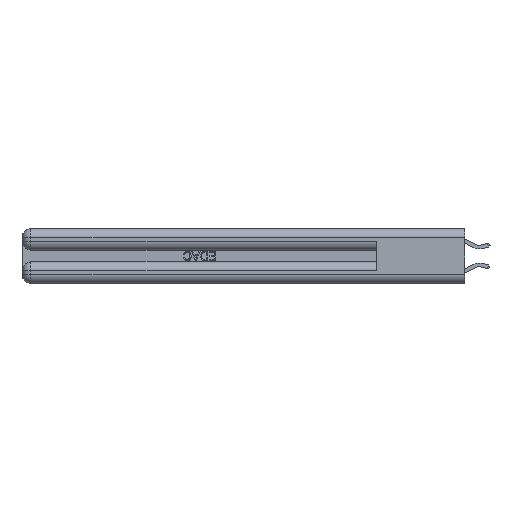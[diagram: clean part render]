
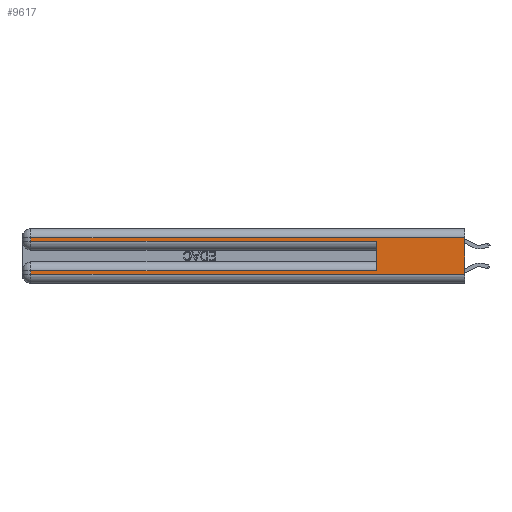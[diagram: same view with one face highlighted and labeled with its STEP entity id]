
A CAD part, left-side view. The second image highlights one B-rep face of the part: STEP entity #9617.
In plain terms, the highlighted planar face has unit normal (-1, 0, 0).
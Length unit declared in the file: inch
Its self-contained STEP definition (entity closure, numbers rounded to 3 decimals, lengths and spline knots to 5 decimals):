
#673 = CARTESIAN_POINT ( 'NONE',  ( 0., 2.94, 0.06 ) ) ;
#1118 = DIRECTION ( 'NONE',  ( 1., 0., 0. ) ) ;
#2070 = LINE ( 'NONE', #20933, #11260 ) ;
#2254 = VERTEX_POINT ( 'NONE', #673 ) ;
#2846 = VERTEX_POINT ( 'NONE', #29498 ) ;
#2918 = VERTEX_POINT ( 'NONE', #11793 ) ;
#3067 = DIRECTION ( 'NONE',  ( 0., 0., 1. ) ) ;
#5070 = CARTESIAN_POINT ( 'NONE',  ( 0., 0.6, 0.085 ) ) ;
#5145 = AXIS2_PLACEMENT_3D ( 'NONE', #16331, #1118, #14219 ) ;
#5853 = ORIENTED_EDGE ( 'NONE', *, *, #7766, .T. ) ;
#6279 = CARTESIAN_POINT ( 'NONE',  ( 0., 2.94, 0.37 ) ) ;
#6292 = ORIENTED_EDGE ( 'NONE', *, *, #14505, .T. ) ;
#6318 = DIRECTION ( 'NONE',  ( 0., 0., -1. ) ) ;
#6364 = EDGE_CURVE ( 'NONE', #7255, #27023, #20678, .T. ) ;
#7159 = VECTOR ( 'NONE', #29182, 39.37008 ) ;
#7255 = VERTEX_POINT ( 'NONE', #26280 ) ;
#7528 = ORIENTED_EDGE ( 'NONE', *, *, #19516, .T. ) ;
#7563 = VERTEX_POINT ( 'NONE', #5070 ) ;
#7766 = EDGE_CURVE ( 'NONE', #27023, #2846, #30116, .T. ) ;
#8495 = VECTOR ( 'NONE', #24028, 39.37008 ) ;
#8564 = VERTEX_POINT ( 'NONE', #9639 ) ;
#8611 = FACE_OUTER_BOUND ( 'NONE', #21544, .T. ) ;
#9251 = DIRECTION ( 'NONE',  ( 0., 1., 0. ) ) ;
#9253 = VERTEX_POINT ( 'NONE', #27320 ) ;
#9617 = ADVANCED_FACE ( 'NONE', ( #8611 ), #19062, .F. ) ;
#9639 = CARTESIAN_POINT ( 'NONE',  ( 0., 0., 0.06 ) ) ;
#10777 = DIRECTION ( 'NONE',  ( 0., -1., 0. ) ) ;
#10807 = VECTOR ( 'NONE', #14262, 39.37008 ) ;
#10911 = VECTOR ( 'NONE', #6318, 39.37008 ) ;
#11213 = VECTOR ( 'NONE', #3067, 39.37008 ) ;
#11260 = VECTOR ( 'NONE', #10777, 39.37008 ) ;
#11793 = CARTESIAN_POINT ( 'NONE',  ( 0., 0.6, 0.285 ) ) ;
#12520 = LINE ( 'NONE', #26822, #10911 ) ;
#13918 = EDGE_CURVE ( 'NONE', #7255, #8564, #12520, .T. ) ;
#14151 = DIRECTION ( 'NONE',  ( 0., -1., 0. ) ) ;
#14156 = CARTESIAN_POINT ( 'NONE',  ( 0., 0., 0.085 ) ) ;
#14219 = DIRECTION ( 'NONE',  ( 0., 0., -1. ) ) ;
#14262 = DIRECTION ( 'NONE',  ( 0., 1., 0. ) ) ;
#14505 = EDGE_CURVE ( 'NONE', #9253, #2254, #19144, .T. ) ;
#15443 = EDGE_CURVE ( 'NONE', #7563, #9253, #30223, .T. ) ;
#15930 = VECTOR ( 'NONE', #9251, 39.37008 ) ;
#15953 = ORIENTED_EDGE ( 'NONE', *, *, #16253, .F. ) ;
#16253 = EDGE_CURVE ( 'NONE', #7563, #2918, #24322, .T. ) ;
#16331 = CARTESIAN_POINT ( 'NONE',  ( 0., 0., 0.37 ) ) ;
#16666 = CARTESIAN_POINT ( 'NONE',  ( 0., 2.94, 0.37 ) ) ;
#19062 = PLANE ( 'NONE',  #5145 ) ;
#19144 = LINE ( 'NONE', #6279, #8495 ) ;
#19516 = EDGE_CURVE ( 'NONE', #2846, #2918, #23991, .T. ) ;
#20275 = ORIENTED_EDGE ( 'NONE', *, *, #13918, .F. ) ;
#20389 = ORIENTED_EDGE ( 'NONE', *, *, #27957, .T. ) ;
#20480 = CARTESIAN_POINT ( 'NONE',  ( 0., 2.94, 0.31 ) ) ;
#20678 = LINE ( 'NONE', #31834, #15930 ) ;
#20933 = CARTESIAN_POINT ( 'NONE',  ( 0., 0., 0.06 ) ) ;
#21544 = EDGE_LOOP ( 'NONE', ( #20275, #28367, #5853, #7528, #15953, #28958, #6292, #20389 ) ) ;
#21557 = VECTOR ( 'NONE', #14151, 39.37008 ) ;
#23991 = LINE ( 'NONE', #24775, #21557 ) ;
#24028 = DIRECTION ( 'NONE',  ( 0., 0., -1. ) ) ;
#24322 = LINE ( 'NONE', #26243, #11213 ) ;
#24775 = CARTESIAN_POINT ( 'NONE',  ( 0., 0., 0.285 ) ) ;
#26243 = CARTESIAN_POINT ( 'NONE',  ( 0., 0.6, 0.145 ) ) ;
#26280 = CARTESIAN_POINT ( 'NONE',  ( 0., 0., 0.31 ) ) ;
#26822 = CARTESIAN_POINT ( 'NONE',  ( 0., 0., 0.37 ) ) ;
#27023 = VERTEX_POINT ( 'NONE', #20480 ) ;
#27320 = CARTESIAN_POINT ( 'NONE',  ( 0., 2.94, 0.085 ) ) ;
#27957 = EDGE_CURVE ( 'NONE', #2254, #8564, #2070, .T. ) ;
#28367 = ORIENTED_EDGE ( 'NONE', *, *, #6364, .T. ) ;
#28958 = ORIENTED_EDGE ( 'NONE', *, *, #15443, .T. ) ;
#29182 = DIRECTION ( 'NONE',  ( 0., 0., -1. ) ) ;
#29498 = CARTESIAN_POINT ( 'NONE',  ( 0., 2.94, 0.285 ) ) ;
#30116 = LINE ( 'NONE', #16666, #7159 ) ;
#30223 = LINE ( 'NONE', #14156, #10807 ) ;
#31834 = CARTESIAN_POINT ( 'NONE',  ( 0., 0., 0.31 ) ) ;
